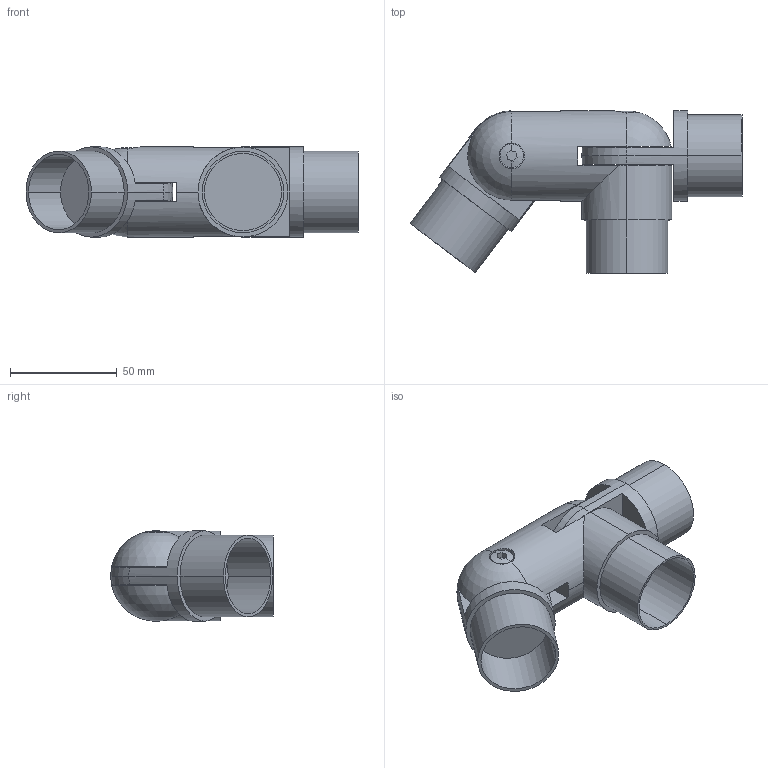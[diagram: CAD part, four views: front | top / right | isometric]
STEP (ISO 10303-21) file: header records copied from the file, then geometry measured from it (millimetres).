
FILE_DESCRIPTION (( 'STEP AP203' ), '1' );
FILE_NAME ('3D_GR-1144_42.4x2_188850980.STEP', '2024-11-11T08:39:33', ( '' ), ( '' ), 'SwSTEP 2.0', 'SolidWorks 2023', '' );
FILE_SCHEMA (( 'CONFIG_CONTROL_DESIGN' ));
Length unit declared in the file: millimetre
Products named in the file (1): 3D_GR-1144_42.4x2_188850980
Bounding box: 155.79 x 76.29 x 42.4 mm (x, y, z)
Volume: 162518.1 mm3; surface area: 55792.5 mm2
Topology: 5 solids, 5 shells, 107 faces, 251 edges, 163 vertices
Faces by surface type: plane 45, cylinder 44, sphere 8, cone 6, bspline 4
Entity records: 3381 total; most frequent: CARTESIAN_POINT 791, DIRECTION 556, ORIENTED_EDGE 498, EDGE_CURVE 249, AXIS2_PLACEMENT_3D 229, VERTEX_POINT 162, EDGE_LOOP 125, CIRCLE 125
